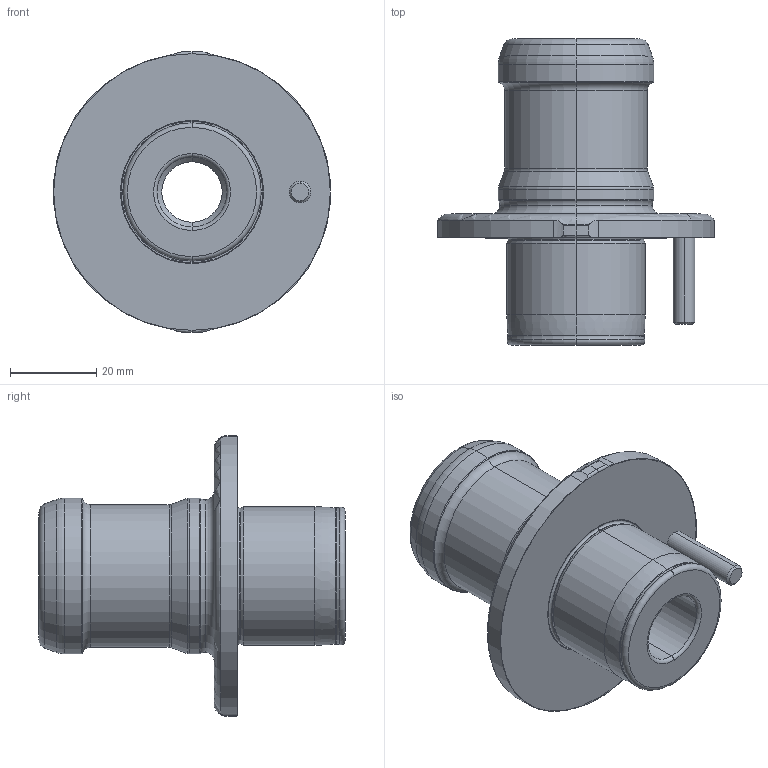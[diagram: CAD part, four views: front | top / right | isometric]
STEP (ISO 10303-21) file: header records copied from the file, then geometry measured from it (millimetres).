
FILE_DESCRIPTION (( 'STEP AP203' ), '1' );
FILE_NAME ('STARK_S03642_A.STEP', '2015-07-17T13:26:35', ( '' ), ( '' ), 'SwSTEP 2.0', 'SolidWorks 2015', '' );
FILE_SCHEMA (( 'CONFIG_CONTROL_DESIGN' ));
Length unit declared in the file: millimetre
Products named in the file (1): STARK_S03642_A
Bounding box: 64 x 70.8 x 65 mm (x, y, z)
Volume: 61218.8 mm3; surface area: 17259.6 mm2
Topology: 1 solids, 1 shells, 96 faces, 204 edges, 114 vertices
Faces by surface type: torus 42, cylinder 29, cone 19, plane 6
Entity records: 2747 total; most frequent: DIRECTION 532, CARTESIAN_POINT 519, ORIENTED_EDGE 408, AXIS2_PLACEMENT_3D 243, EDGE_CURVE 204, CIRCLE 146, VERTEX_POINT 114, EDGE_LOOP 102
